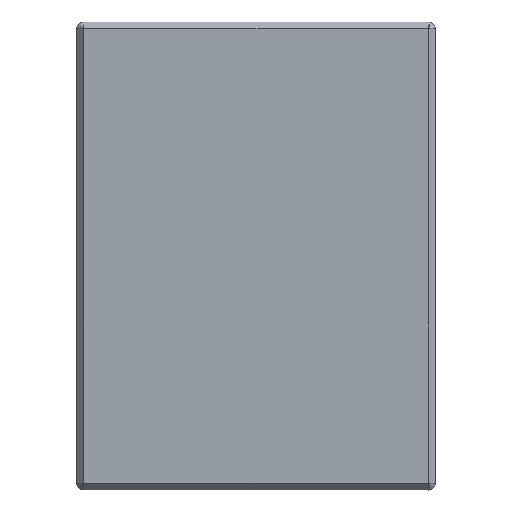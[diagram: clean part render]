
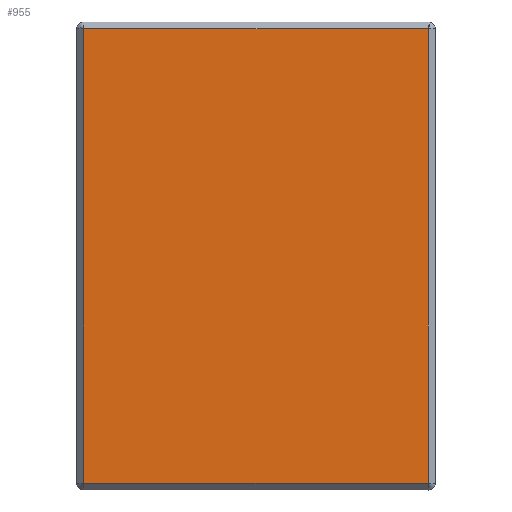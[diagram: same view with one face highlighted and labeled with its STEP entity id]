
A CAD part, top view. The second image highlights one B-rep face of the part: STEP entity #955.
In plain terms, the highlighted planar face has unit normal (0, 0, 1).
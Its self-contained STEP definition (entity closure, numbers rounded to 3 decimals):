
#10 = ORIENTED_EDGE ( 'NONE', *, *, #1274, .F. ) ;
#22 = DIRECTION ( 'NONE',  ( 0., -1., 0. ) ) ;
#98 = ORIENTED_EDGE ( 'NONE', *, *, #1124, .F. ) ;
#114 = VERTEX_POINT ( 'NONE', #159 ) ;
#155 = VECTOR ( 'NONE', #809, 1000. ) ;
#159 = CARTESIAN_POINT ( 'NONE',  ( -20.051, 16.942, 25. ) ) ;
#209 = CARTESIAN_POINT ( 'NONE',  ( -20.051, 0.211, 25. ) ) ;
#265 = CARTESIAN_POINT ( 'NONE',  ( -45.384, 16.942, 25. ) ) ;
#279 = VECTOR ( 'NONE', #342, 1000. ) ;
#293 = VERTEX_POINT ( 'NONE', #1187 ) ;
#298 = LINE ( 'NONE', #209, #742 ) ;
#330 = CARTESIAN_POINT ( 'NONE',  ( -45.384, 0.211, 25. ) ) ;
#342 = DIRECTION ( 'NONE',  ( 0., 1., 0. ) ) ;
#375 = FACE_OUTER_BOUND ( 'NONE', #1205, .T. ) ;
#380 = EDGE_CURVE ( 'NONE', #114, #293, #298, .T. ) ;
#402 = LINE ( 'NONE', #1207, #155 ) ;
#436 = LINE ( 'NONE', #828, #447 ) ;
#447 = VECTOR ( 'NONE', #1227, 1000. ) ;
#481 = CARTESIAN_POINT ( 'NONE',  ( -45.384, -16.419, 25. ) ) ;
#560 = VERTEX_POINT ( 'NONE', #265 ) ;
#684 = DIRECTION ( 'NONE',  ( 0., 0., -1. ) ) ;
#742 = VECTOR ( 'NONE', #22, 1000. ) ;
#809 = DIRECTION ( 'NONE',  ( 1., 0., 0. ) ) ;
#828 = CARTESIAN_POINT ( 'NONE',  ( -32.442, -16.419, 25. ) ) ;
#842 = AXIS2_PLACEMENT_3D ( 'NONE', #1076, #684, #1176 ) ;
#950 = VERTEX_POINT ( 'NONE', #481 ) ;
#955 = ADVANCED_FACE ( 'NONE', ( #375 ), #984, .F. ) ;
#963 = ORIENTED_EDGE ( 'NONE', *, *, #1255, .F. ) ;
#984 = PLANE ( 'NONE',  #842 ) ;
#1076 = CARTESIAN_POINT ( 'NONE',  ( -32.442, 0.211, 25. ) ) ;
#1103 = ORIENTED_EDGE ( 'NONE', *, *, #380, .F. ) ;
#1124 = EDGE_CURVE ( 'NONE', #560, #114, #402, .T. ) ;
#1176 = DIRECTION ( 'NONE',  ( -1., 0., 0. ) ) ;
#1187 = CARTESIAN_POINT ( 'NONE',  ( -20.051, -16.419, 25. ) ) ;
#1205 = EDGE_LOOP ( 'NONE', ( #1103, #98, #963, #10 ) ) ;
#1207 = CARTESIAN_POINT ( 'NONE',  ( -32.442, 16.942, 25. ) ) ;
#1218 = LINE ( 'NONE', #330, #279 ) ;
#1227 = DIRECTION ( 'NONE',  ( -1., 0., 0. ) ) ;
#1255 = EDGE_CURVE ( 'NONE', #950, #560, #1218, .T. ) ;
#1274 = EDGE_CURVE ( 'NONE', #293, #950, #436, .T. ) ;
